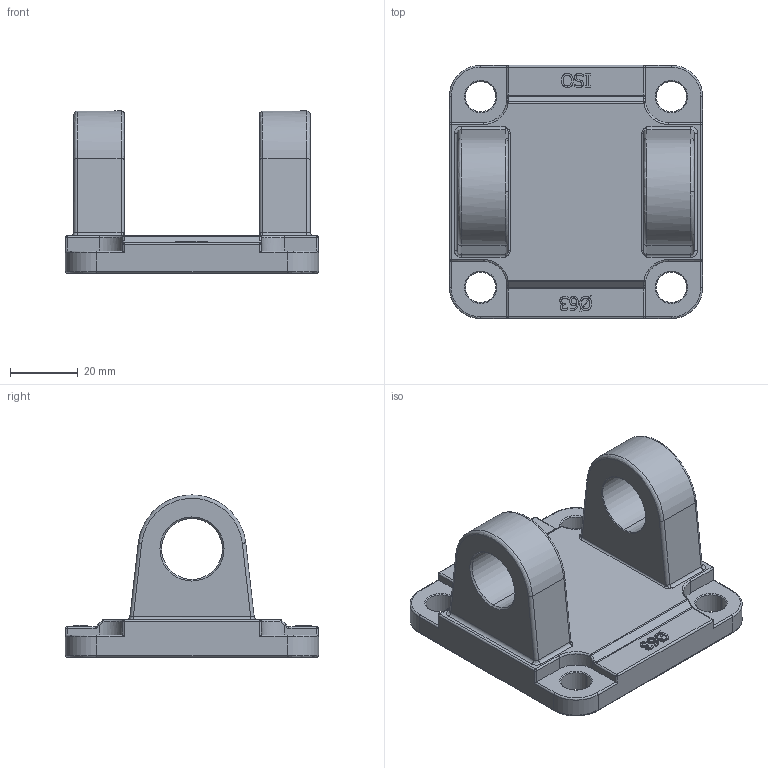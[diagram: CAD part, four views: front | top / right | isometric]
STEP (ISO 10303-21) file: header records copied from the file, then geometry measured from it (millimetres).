
FILE_DESCRIPTION (( 'STEP AP214' ), '1' );
FILE_NAME ('RD001503.STEP', '2017-02-01T15:43:57', ( '' ), ( '' ), 'SwSTEP 2.0', 'SolidWorks 2016', '' );
FILE_SCHEMA (( 'AUTOMOTIVE_DESIGN' ));
Length unit declared in the file: millimetre
Products named in the file (1): RD001503
Bounding box: 75 x 75 x 48 mm (x, y, z)
Volume: 71251.5 mm3; surface area: 21405.1 mm2
Topology: 1 solids, 1 shells, 315 faces, 788 edges, 478 vertices
Faces by surface type: bspline 134, cylinder 80, plane 75, cone 26
Entity records: 11237 total; most frequent: CARTESIAN_POINT 4562, ORIENTED_EDGE 1556, DIRECTION 1082, EDGE_CURVE 778, VERTEX_POINT 478, LINE 362, VECTOR 362, AXIS2_PLACEMENT_3D 360
